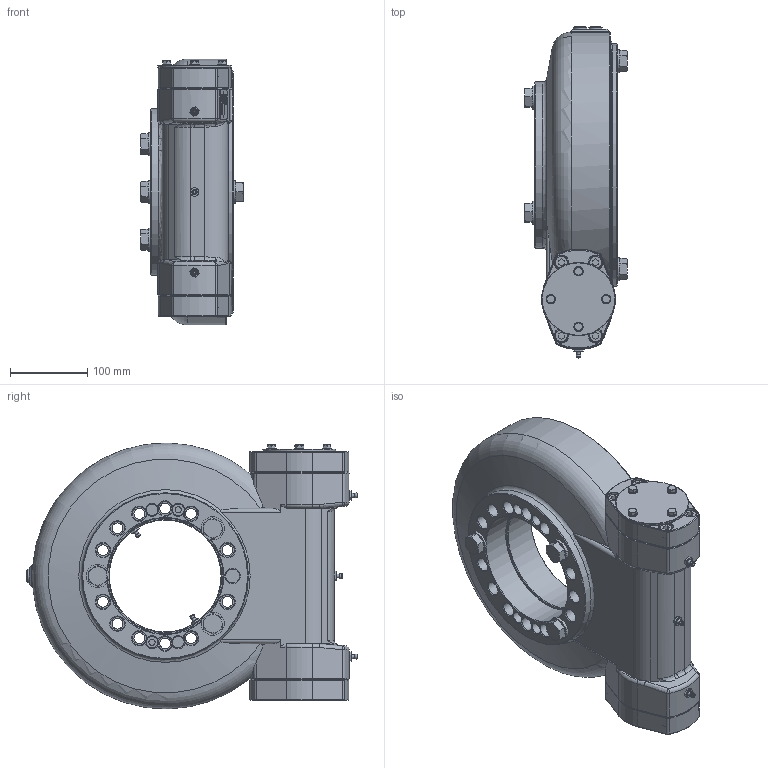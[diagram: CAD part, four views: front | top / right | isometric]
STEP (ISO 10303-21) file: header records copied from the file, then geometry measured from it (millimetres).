
FILE_DESCRIPTION (( 'STEP AP214' ), '1' );
FILE_NAME ('TGE314-A0-RM - SH.STEP', '2018-01-24T10:18:54', ( '' ), ( '' ), 'SwSTEP 2.0', 'SolidWorks 2015', '' );
FILE_SCHEMA (( 'AUTOMOTIVE_DESIGN' ));
Length unit declared in the file: millimetre
Products named in the file (1): TGE314-A0-RM - SH
Bounding box: 133.5 x 430.66 x 345 mm (x, y, z)
Surface area: 532815.6 mm2 (no closed solid volume)
Topology: 0 solids, 64 shells, 700 faces, 2296 edges, 1649 vertices
Faces by surface type: plane 307, cylinder 155, cone 140, torus 64, bspline 30, sphere 4
Full cylindrical faces by diameter (mm): 2.5 x1, 3 x5, 10.2 x2, 12 x4, 13 x2, 14 x17, 15 x4, 16 x4, 18 x37, 22 x1, 30 x5, 40 x1, 50 x1, 82.5 x1, 95 x1, 145 x1, 150 x1, 216 x1, 222 x1, 222.5 x1, 315 x1
Entity records: 36183 total; most frequent: CARTESIAN_POINT 10149, DIRECTION 3536, ORIENTED_EDGE 3284, EDGE_CURVE 2073, VERTEX_POINT 1589, AXIS2_PLACEMENT_3D 1307, EDGE_LOOP 1047, LINE 922
